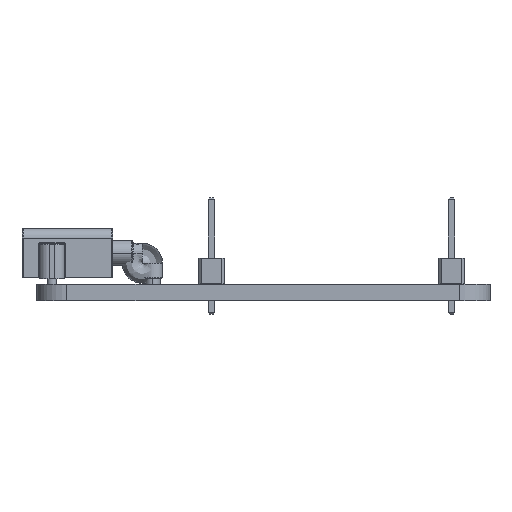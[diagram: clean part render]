
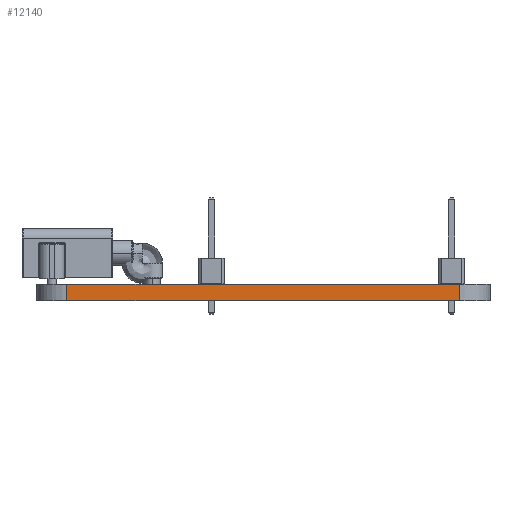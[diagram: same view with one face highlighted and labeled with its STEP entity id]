
A CAD part, left-side view. The second image highlights one B-rep face of the part: STEP entity #12140.
In plain terms, the highlighted planar face has unit normal (-1, 0, 0).
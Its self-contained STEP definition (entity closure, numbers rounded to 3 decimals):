
#10376 = VERTEX_POINT('',#10377);
#10377 = CARTESIAN_POINT('',(104.,-107.,0.));
#10384 = EDGE_CURVE('',#10376,#10385,#10387,.T.);
#10385 = VERTEX_POINT('',#10386);
#10386 = CARTESIAN_POINT('',(104.,-68.,0.));
#10387 = LINE('',#10388,#10389);
#10388 = CARTESIAN_POINT('',(104.,-107.,0.));
#10389 = VECTOR('',#10390,1.);
#10390 = DIRECTION('',(0.,1.,0.));
#11253 = VERTEX_POINT('',#11254);
#11254 = CARTESIAN_POINT('',(104.,-107.,1.6));
#11261 = EDGE_CURVE('',#11253,#11262,#11264,.T.);
#11262 = VERTEX_POINT('',#11263);
#11263 = CARTESIAN_POINT('',(104.,-68.,1.6));
#11264 = LINE('',#11265,#11266);
#11265 = CARTESIAN_POINT('',(104.,-107.,1.6));
#11266 = VECTOR('',#11267,1.);
#11267 = DIRECTION('',(0.,1.,0.));
#12110 = EDGE_CURVE('',#10385,#11262,#12111,.T.);
#12111 = LINE('',#12112,#12113);
#12112 = CARTESIAN_POINT('',(104.,-68.,0.));
#12113 = VECTOR('',#12114,1.);
#12114 = DIRECTION('',(0.,0.,1.));
#12140 = ADVANCED_FACE('',(#12141),#12152,.T.);
#12141 = FACE_BOUND('',#12142,.T.);
#12142 = EDGE_LOOP('',(#12143,#12149,#12150,#12151));
#12143 = ORIENTED_EDGE('',*,*,#12144,.T.);
#12144 = EDGE_CURVE('',#10376,#11253,#12145,.T.);
#12145 = LINE('',#12146,#12147);
#12146 = CARTESIAN_POINT('',(104.,-107.,0.));
#12147 = VECTOR('',#12148,1.);
#12148 = DIRECTION('',(0.,0.,1.));
#12149 = ORIENTED_EDGE('',*,*,#11261,.T.);
#12150 = ORIENTED_EDGE('',*,*,#12110,.F.);
#12151 = ORIENTED_EDGE('',*,*,#10384,.F.);
#12152 = PLANE('',#12153);
#12153 = AXIS2_PLACEMENT_3D('',#12154,#12155,#12156);
#12154 = CARTESIAN_POINT('',(104.,-107.,0.));
#12155 = DIRECTION('',(-1.,0.,0.));
#12156 = DIRECTION('',(0.,1.,0.));
